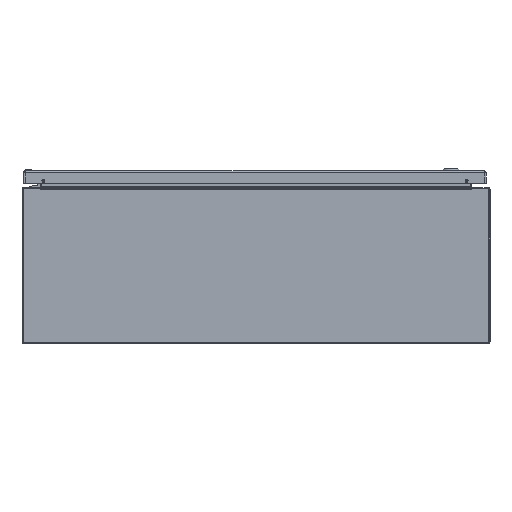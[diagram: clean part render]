
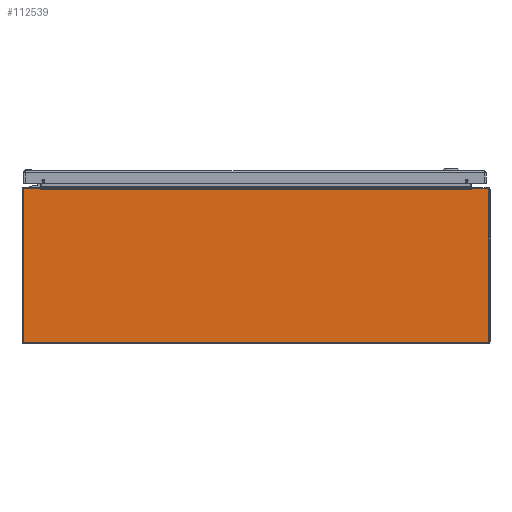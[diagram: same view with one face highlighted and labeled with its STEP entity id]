
A CAD part, front view. The second image highlights one B-rep face of the part: STEP entity #112539.
In plain terms, the highlighted planar face has unit normal (0, -1, 0).
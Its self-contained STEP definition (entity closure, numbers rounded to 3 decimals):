
#1982 = VERTEX_POINT ( 'NONE', #99101 ) ;
#3175 = EDGE_LOOP ( 'NONE', ( #89855, #29335, #117234, #88969, #113660, #108370, #155985, #117168, #4609, #102898, #70071, #158606, #41786, #127555 ) ) ;
#3234 = VECTOR ( 'NONE', #57223, 39.37 ) ;
#4609 = ORIENTED_EDGE ( 'NONE', *, *, #83254, .T. ) ;
#6037 = DIRECTION ( 'NONE',  ( 0., -1., 0. ) ) ;
#6527 = VECTOR ( 'NONE', #94266, 39.37 ) ;
#7712 = CARTESIAN_POINT ( 'NONE',  ( -13.806, -24., 4.883 ) ) ;
#8378 = VERTEX_POINT ( 'NONE', #119132 ) ;
#8534 = CARTESIAN_POINT ( 'NONE',  ( -14.937, -24., -4.857 ) ) ;
#10606 = VECTOR ( 'NONE', #134304, 39.37 ) ;
#11263 = EDGE_CURVE ( 'NONE', #36107, #159709, #91298, .T. ) ;
#11704 = DIRECTION ( 'NONE',  ( 0., -1., 0. ) ) ;
#15421 = VERTEX_POINT ( 'NONE', #109382 ) ;
#15920 = EDGE_CURVE ( 'NONE', #159709, #91777, #86448, .T. ) ;
#16360 = DIRECTION ( 'NONE',  ( 0., -1., 0. ) ) ;
#16599 = DIRECTION ( 'NONE',  ( 0.174, 0., -0.985 ) ) ;
#16813 = CARTESIAN_POINT ( 'NONE',  ( 13.806, -24., 4.883 ) ) ;
#19029 = CARTESIAN_POINT ( 'NONE',  ( 14.857, -24., 4.937 ) ) ;
#26807 = VECTOR ( 'NONE', #141988, 39.37 ) ;
#27482 = VECTOR ( 'NONE', #44375, 39.37 ) ;
#28454 = AXIS2_PLACEMENT_3D ( 'NONE', #82760, #120854, #132237 ) ;
#29331 = DIRECTION ( 'NONE',  ( 0., 0., -1. ) ) ;
#29335 = ORIENTED_EDGE ( 'NONE', *, *, #134715, .T. ) ;
#29479 = AXIS2_PLACEMENT_3D ( 'NONE', #160135, #11704, #97693 ) ;
#31151 = LINE ( 'NONE', #79087, #101435 ) ;
#32610 = LINE ( 'NONE', #47175, #6527 ) ;
#33559 = CARTESIAN_POINT ( 'NONE',  ( 14.937, -24., -4.857 ) ) ;
#36107 = VERTEX_POINT ( 'NONE', #33559 ) ;
#37160 = EDGE_CURVE ( 'NONE', #15421, #119234, #32610, .T. ) ;
#37543 = LINE ( 'NONE', #99178, #117411 ) ;
#41786 = ORIENTED_EDGE ( 'NONE', *, *, #129280, .F. ) ;
#42604 = CARTESIAN_POINT ( 'NONE',  ( 14.857, -24., 4.857 ) ) ;
#44375 = DIRECTION ( 'NONE',  ( -1., 0., 0. ) ) ;
#44382 = DIRECTION ( 'NONE',  ( 0., -1., 0. ) ) ;
#46729 = VERTEX_POINT ( 'NONE', #132172 ) ;
#46747 = CARTESIAN_POINT ( 'NONE',  ( 0., -24., 0. ) ) ;
#47175 = CARTESIAN_POINT ( 'NONE',  ( 0., -24., -4.937 ) ) ;
#54796 = CARTESIAN_POINT ( 'NONE',  ( 14.937, -24., 0. ) ) ;
#56553 = DIRECTION ( 'NONE',  ( 0., 0., -1. ) ) ;
#57134 = CARTESIAN_POINT ( 'NONE',  ( -13.814, -24., 4.883 ) ) ;
#57223 = DIRECTION ( 'NONE',  ( 1., 0., 0. ) ) ;
#58812 = LINE ( 'NONE', #7712, #3234 ) ;
#61551 = LINE ( 'NONE', #160468, #116476 ) ;
#65625 = VERTEX_POINT ( 'NONE', #132011 ) ;
#68918 = LINE ( 'NONE', #79485, #116501 ) ;
#70071 = ORIENTED_EDGE ( 'NONE', *, *, #77077, .T. ) ;
#70323 = FACE_OUTER_BOUND ( 'NONE', #3175, .T. ) ;
#71419 = VERTEX_POINT ( 'NONE', #71517 ) ;
#71517 = CARTESIAN_POINT ( 'NONE',  ( 13.823, -24., 4.937 ) ) ;
#71864 = CARTESIAN_POINT ( 'NONE',  ( -14.937, -24., 0. ) ) ;
#73498 = CIRCLE ( 'NONE', #29479, 0.08 ) ;
#76040 = AXIS2_PLACEMENT_3D ( 'NONE', #42604, #6037, #143933 ) ;
#77077 = EDGE_CURVE ( 'NONE', #106860, #46729, #79300, .T. ) ;
#79087 = CARTESIAN_POINT ( 'NONE',  ( -13.818, -24., 4.91 ) ) ;
#79300 = LINE ( 'NONE', #16813, #27482 ) ;
#79485 = CARTESIAN_POINT ( 'NONE',  ( 0., -24., 4.883 ) ) ;
#82760 = CARTESIAN_POINT ( 'NONE',  ( -14.857, -24., -4.857 ) ) ;
#83254 = EDGE_CURVE ( 'NONE', #91777, #71419, #61551, .T. ) ;
#86448 = CIRCLE ( 'NONE', #76040, 0.08 ) ;
#88969 = ORIENTED_EDGE ( 'NONE', *, *, #140713, .T. ) ;
#89855 = ORIENTED_EDGE ( 'NONE', *, *, #131197, .T. ) ;
#91298 = LINE ( 'NONE', #54796, #106805 ) ;
#91777 = VERTEX_POINT ( 'NONE', #19029 ) ;
#92091 = DIRECTION ( 'NONE',  ( 0., 0., 1. ) ) ;
#94266 = DIRECTION ( 'NONE',  ( 1., 0., 0. ) ) ;
#94609 = LINE ( 'NONE', #71864, #10606 ) ;
#97693 = DIRECTION ( 'NONE',  ( 0., 0., -1. ) ) ;
#99101 = CARTESIAN_POINT ( 'NONE',  ( -13.823, -24., 4.937 ) ) ;
#99178 = CARTESIAN_POINT ( 'NONE',  ( 13.818, -24., 4.91 ) ) ;
#101435 = VECTOR ( 'NONE', #16599, 39.37 ) ;
#102898 = ORIENTED_EDGE ( 'NONE', *, *, #110122, .T. ) ;
#103227 = EDGE_CURVE ( 'NONE', #113440, #131668, #94609, .T. ) ;
#104492 = EDGE_CURVE ( 'NONE', #1982, #106576, #31151, .T. ) ;
#106404 = CARTESIAN_POINT ( 'NONE',  ( 13.814, -24., 4.883 ) ) ;
#106576 = VERTEX_POINT ( 'NONE', #57134 ) ;
#106805 = VECTOR ( 'NONE', #92091, 39.37 ) ;
#106860 = VERTEX_POINT ( 'NONE', #106404 ) ;
#108370 = ORIENTED_EDGE ( 'NONE', *, *, #150592, .T. ) ;
#109382 = CARTESIAN_POINT ( 'NONE',  ( -14.857, -24., -4.937 ) ) ;
#110122 = EDGE_CURVE ( 'NONE', #71419, #106860, #37543, .T. ) ;
#112539 = ADVANCED_FACE ( 'NONE', ( #70323 ), #131175, .T. ) ;
#113440 = VERTEX_POINT ( 'NONE', #115028 ) ;
#113660 = ORIENTED_EDGE ( 'NONE', *, *, #37160, .T. ) ;
#113742 = CARTESIAN_POINT ( 'NONE',  ( -14.857, -24., 4.857 ) ) ;
#115028 = CARTESIAN_POINT ( 'NONE',  ( -14.937, -24., 4.857 ) ) ;
#116476 = VECTOR ( 'NONE', #125596, 39.37 ) ;
#116501 = VECTOR ( 'NONE', #153275, 39.37 ) ;
#117168 = ORIENTED_EDGE ( 'NONE', *, *, #15920, .T. ) ;
#117234 = ORIENTED_EDGE ( 'NONE', *, *, #103227, .T. ) ;
#117411 = VECTOR ( 'NONE', #147862, 39.37 ) ;
#118278 = CARTESIAN_POINT ( 'NONE',  ( 14.937, -24., 4.857 ) ) ;
#118462 = CARTESIAN_POINT ( 'NONE',  ( 0., -24., 4.937 ) ) ;
#119132 = CARTESIAN_POINT ( 'NONE',  ( -13.798, -24., 4.883 ) ) ;
#119234 = VERTEX_POINT ( 'NONE', #154638 ) ;
#120847 = LINE ( 'NONE', #118462, #26807 ) ;
#120854 = DIRECTION ( 'NONE',  ( 0., -1., 0. ) ) ;
#122961 = AXIS2_PLACEMENT_3D ( 'NONE', #46747, #44382, #56553 ) ;
#123976 = EDGE_CURVE ( 'NONE', #46729, #8378, #68918, .T. ) ;
#125596 = DIRECTION ( 'NONE',  ( -1., 0., 0. ) ) ;
#127555 = ORIENTED_EDGE ( 'NONE', *, *, #104492, .F. ) ;
#129280 = EDGE_CURVE ( 'NONE', #106576, #8378, #58812, .T. ) ;
#131175 = PLANE ( 'NONE',  #122961 ) ;
#131197 = EDGE_CURVE ( 'NONE', #1982, #65625, #120847, .T. ) ;
#131668 = VERTEX_POINT ( 'NONE', #8534 ) ;
#132011 = CARTESIAN_POINT ( 'NONE',  ( -14.857, -24., 4.937 ) ) ;
#132172 = CARTESIAN_POINT ( 'NONE',  ( 13.798, -24., 4.883 ) ) ;
#132237 = DIRECTION ( 'NONE',  ( 0., 0., -1. ) ) ;
#134304 = DIRECTION ( 'NONE',  ( 0., 0., -1. ) ) ;
#134715 = EDGE_CURVE ( 'NONE', #65625, #113440, #159020, .T. ) ;
#140713 = EDGE_CURVE ( 'NONE', #131668, #15421, #157911, .T. ) ;
#141005 = AXIS2_PLACEMENT_3D ( 'NONE', #113742, #16360, #29331 ) ;
#141988 = DIRECTION ( 'NONE',  ( -1., 0., 0. ) ) ;
#143933 = DIRECTION ( 'NONE',  ( 0., 0., -1. ) ) ;
#147862 = DIRECTION ( 'NONE',  ( -0.174, 0., -0.985 ) ) ;
#150592 = EDGE_CURVE ( 'NONE', #119234, #36107, #73498, .T. ) ;
#153275 = DIRECTION ( 'NONE',  ( -1., 0., 0. ) ) ;
#154638 = CARTESIAN_POINT ( 'NONE',  ( 14.857, -24., -4.937 ) ) ;
#155985 = ORIENTED_EDGE ( 'NONE', *, *, #11263, .T. ) ;
#157911 = CIRCLE ( 'NONE', #28454, 0.08 ) ;
#158606 = ORIENTED_EDGE ( 'NONE', *, *, #123976, .T. ) ;
#159020 = CIRCLE ( 'NONE', #141005, 0.08 ) ;
#159709 = VERTEX_POINT ( 'NONE', #118278 ) ;
#160135 = CARTESIAN_POINT ( 'NONE',  ( 14.857, -24., -4.857 ) ) ;
#160468 = CARTESIAN_POINT ( 'NONE',  ( 0., -24., 4.937 ) ) ;
